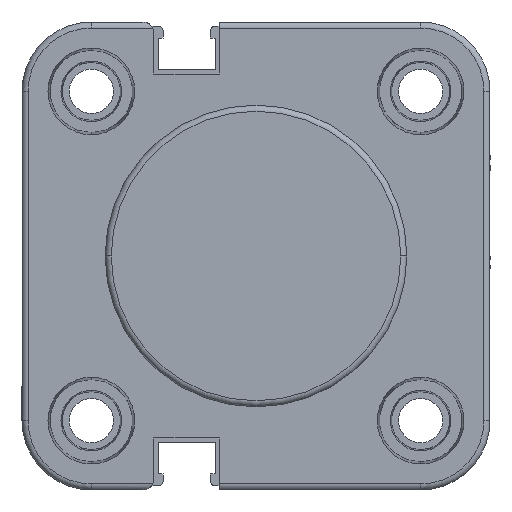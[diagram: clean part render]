
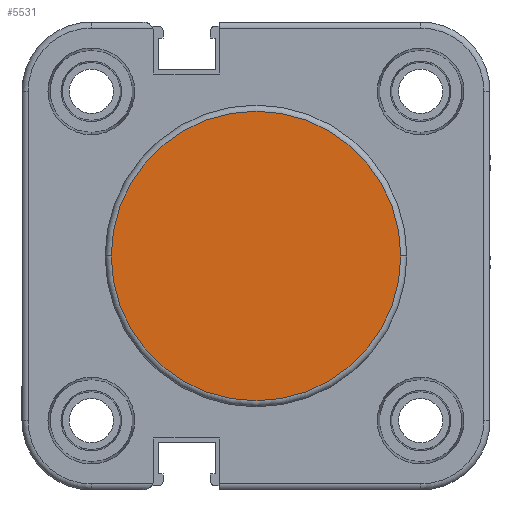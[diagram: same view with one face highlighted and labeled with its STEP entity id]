
A CAD part, front view. The second image highlights one B-rep face of the part: STEP entity #5531.
In plain terms, the highlighted face is planar.
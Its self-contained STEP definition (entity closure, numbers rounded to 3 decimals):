
#504 = AXIS2_PLACEMENT_3D ( 'NONE', #12195, #13488, #14681 ) ;
#2490 = DIRECTION ( 'NONE',  ( 0., -1., 0. ) ) ;
#2592 = PLANE ( 'NONE',  #5675 ) ;
#4821 = VERTEX_POINT ( 'NONE', #10313 ) ;
#4913 = ORIENTED_EDGE ( 'NONE', *, *, #14219, .T. ) ;
#5531 = ADVANCED_FACE ( 'NONE', ( #14641 ), #2592, .T. ) ;
#5675 = AXIS2_PLACEMENT_3D ( 'NONE', #8369, #13229, #7229 ) ;
#6213 = CARTESIAN_POINT ( 'NONE',  ( 0., 16.7, 0. ) ) ;
#6529 = CIRCLE ( 'NONE', #504, 16.7 ) ;
#7184 = CARTESIAN_POINT ( 'NONE',  ( 0., 0., 0. ) ) ;
#7229 = DIRECTION ( 'NONE',  ( 0., -1., 0. ) ) ;
#8167 = AXIS2_PLACEMENT_3D ( 'NONE', #7184, #9665, #2490 ) ;
#8369 = CARTESIAN_POINT ( 'NONE',  ( 0., 0., 0. ) ) ;
#9665 = DIRECTION ( 'NONE',  ( -1., 0., 0. ) ) ;
#10313 = CARTESIAN_POINT ( 'NONE',  ( 0., -16.7, 0. ) ) ;
#12195 = CARTESIAN_POINT ( 'NONE',  ( 0., 0., 0. ) ) ;
#12485 = VERTEX_POINT ( 'NONE', #6213 ) ;
#12492 = CIRCLE ( 'NONE', #8167, 16.7 ) ;
#12864 = EDGE_CURVE ( 'NONE', #4821, #12485, #12492, .T. ) ;
#13229 = DIRECTION ( 'NONE',  ( -1., 0., 0. ) ) ;
#13488 = DIRECTION ( 'NONE',  ( -1., 0., 0. ) ) ;
#14158 = ORIENTED_EDGE ( 'NONE', *, *, #12864, .T. ) ;
#14219 = EDGE_CURVE ( 'NONE', #12485, #4821, #6529, .T. ) ;
#14641 = FACE_OUTER_BOUND ( 'NONE', #14729, .T. ) ;
#14681 = DIRECTION ( 'NONE',  ( 0., -1., 0. ) ) ;
#14729 = EDGE_LOOP ( 'NONE', ( #14158, #4913 ) ) ;
